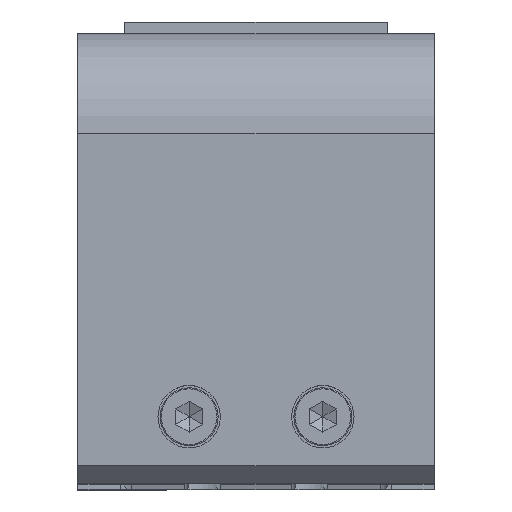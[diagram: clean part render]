
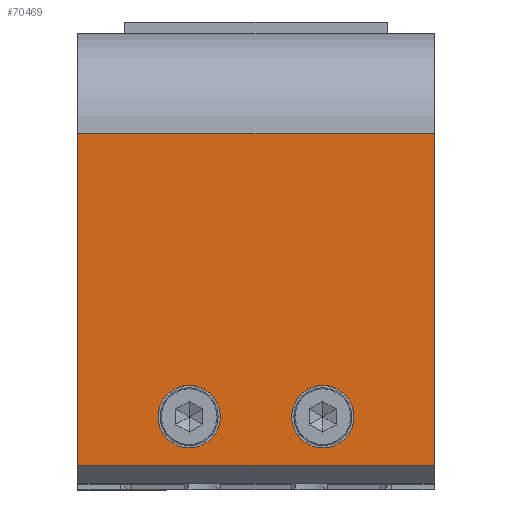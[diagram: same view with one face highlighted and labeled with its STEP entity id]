
A CAD part, top view. The second image highlights one B-rep face of the part: STEP entity #70469.
In plain terms, the highlighted planar face has unit normal (0, 0, 1).
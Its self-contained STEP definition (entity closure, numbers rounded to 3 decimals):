
#1620 = LINE ( 'NONE', #56685, #12089 ) ;
#2572 = CIRCLE ( 'NONE', #125156, 7. ) ;
#2669 = DIRECTION ( 'NONE',  ( 0., 0., 1. ) ) ;
#5710 = ORIENTED_EDGE ( 'NONE', *, *, #79815, .T. ) ;
#5850 = EDGE_CURVE ( 'NONE', #137140, #114764, #15753, .T. ) ;
#8879 = EDGE_CURVE ( 'NONE', #137140, #137753, #94519, .T. ) ;
#11809 = CARTESIAN_POINT ( 'NONE',  ( 160.798, 174.238, 570.351 ) ) ;
#11958 = CARTESIAN_POINT ( 'NONE',  ( 137.798, 174.238, 570.351 ) ) ;
#12089 = VECTOR ( 'NONE', #34196, 1000. ) ;
#15536 = CARTESIAN_POINT ( 'NONE',  ( 185.798, 237.738, 570.351 ) ) ;
#15753 = LINE ( 'NONE', #59216, #48716 ) ;
#15769 = AXIS2_PLACEMENT_3D ( 'NONE', #11809, #132744, #45946 ) ;
#16527 = EDGE_LOOP ( 'NONE', ( #67514, #96566 ) ) ;
#18017 = CARTESIAN_POINT ( 'NONE',  ( 105.798, 163.238, 570.351 ) ) ;
#19062 = VERTEX_POINT ( 'NONE', #11958 ) ;
#21877 = LINE ( 'NONE', #44381, #34103 ) ;
#23450 = ORIENTED_EDGE ( 'NONE', *, *, #8879, .T. ) ;
#27121 = CARTESIAN_POINT ( 'NONE',  ( 160.798, 174.238, 570.351 ) ) ;
#27342 = CARTESIAN_POINT ( 'NONE',  ( 167.798, 174.238, 570.351 ) ) ;
#28035 = FACE_BOUND ( 'NONE', #16527, .T. ) ;
#29617 = CIRCLE ( 'NONE', #15769, 7. ) ;
#34103 = VECTOR ( 'NONE', #121892, 1000. ) ;
#34196 = DIRECTION ( 'NONE',  ( 0., -1., 0. ) ) ;
#35781 = EDGE_LOOP ( 'NONE', ( #124506, #5710, #99065, #23450 ) ) ;
#37470 = PLANE ( 'NONE',  #127345 ) ;
#39904 = EDGE_CURVE ( 'NONE', #19062, #119293, #2572, .T. ) ;
#44381 = CARTESIAN_POINT ( 'NONE',  ( 185.798, 163.238, 570.351 ) ) ;
#45946 = DIRECTION ( 'NONE',  ( 1., 0., 0. ) ) ;
#48716 = VECTOR ( 'NONE', #102689, 1000. ) ;
#48903 = DIRECTION ( 'NONE',  ( -1., 0., 0. ) ) ;
#49295 = EDGE_CURVE ( 'NONE', #119293, #19062, #105449, .T. ) ;
#51859 = VERTEX_POINT ( 'NONE', #27342 ) ;
#54526 = AXIS2_PLACEMENT_3D ( 'NONE', #79397, #2669, #89607 ) ;
#56685 = CARTESIAN_POINT ( 'NONE',  ( 105.798, 159.238, 570.351 ) ) ;
#59202 = DIRECTION ( 'NONE',  ( -1., 0., 0. ) ) ;
#59216 = CARTESIAN_POINT ( 'NONE',  ( 185.798, 159.238, 570.351 ) ) ;
#59717 = DIRECTION ( 'NONE',  ( 0., 0., 1. ) ) ;
#64607 = VERTEX_POINT ( 'NONE', #65741 ) ;
#65741 = CARTESIAN_POINT ( 'NONE',  ( 153.798, 174.238, 570.351 ) ) ;
#67514 = ORIENTED_EDGE ( 'NONE', *, *, #39904, .F. ) ;
#68471 = CARTESIAN_POINT ( 'NONE',  ( 105.798, 237.738, 570.351 ) ) ;
#70469 = ADVANCED_FACE ( 'NONE', ( #28035, #72167, #115007 ), #37470, .F. ) ;
#71979 = DIRECTION ( 'NONE',  ( 1., 0., 0. ) ) ;
#72167 = FACE_BOUND ( 'NONE', #118651, .T. ) ;
#72261 = CARTESIAN_POINT ( 'NONE',  ( 123.798, 174.238, 570.351 ) ) ;
#73718 = DIRECTION ( 'NONE',  ( 1., 0., 0. ) ) ;
#76364 = CARTESIAN_POINT ( 'NONE',  ( 185.798, 163.238, 570.351 ) ) ;
#79397 = CARTESIAN_POINT ( 'NONE',  ( 130.798, 174.238, 570.351 ) ) ;
#79815 = EDGE_CURVE ( 'NONE', #80326, #114764, #21877, .T. ) ;
#80326 = VERTEX_POINT ( 'NONE', #18017 ) ;
#81598 = CARTESIAN_POINT ( 'NONE',  ( 185.798, 159.238, 570.351 ) ) ;
#83898 = EDGE_CURVE ( 'NONE', #137753, #80326, #1620, .T. ) ;
#89607 = DIRECTION ( 'NONE',  ( 1., 0., 0. ) ) ;
#94519 = LINE ( 'NONE', #15536, #112965 ) ;
#96566 = ORIENTED_EDGE ( 'NONE', *, *, #49295, .F. ) ;
#99065 = ORIENTED_EDGE ( 'NONE', *, *, #5850, .F. ) ;
#99554 = EDGE_CURVE ( 'NONE', #51859, #64607, #130799, .T. ) ;
#100621 = EDGE_CURVE ( 'NONE', #64607, #51859, #29617, .T. ) ;
#102689 = DIRECTION ( 'NONE',  ( 0., -1., 0. ) ) ;
#104240 = CARTESIAN_POINT ( 'NONE',  ( 130.798, 174.238, 570.351 ) ) ;
#105315 = ORIENTED_EDGE ( 'NONE', *, *, #99554, .F. ) ;
#105449 = CIRCLE ( 'NONE', #54526, 7. ) ;
#112965 = VECTOR ( 'NONE', #48903, 1000. ) ;
#114109 = CARTESIAN_POINT ( 'NONE',  ( 185.798, 237.738, 570.351 ) ) ;
#114764 = VERTEX_POINT ( 'NONE', #76364 ) ;
#115007 = FACE_OUTER_BOUND ( 'NONE', #35781, .T. ) ;
#118651 = EDGE_LOOP ( 'NONE', ( #105315, #131913 ) ) ;
#119293 = VERTEX_POINT ( 'NONE', #72261 ) ;
#121892 = DIRECTION ( 'NONE',  ( 1., 0., 0. ) ) ;
#123946 = AXIS2_PLACEMENT_3D ( 'NONE', #27121, #59717, #71979 ) ;
#124409 = DIRECTION ( 'NONE',  ( 0., 0., -1. ) ) ;
#124506 = ORIENTED_EDGE ( 'NONE', *, *, #83898, .T. ) ;
#125156 = AXIS2_PLACEMENT_3D ( 'NONE', #104240, #140360, #73718 ) ;
#127345 = AXIS2_PLACEMENT_3D ( 'NONE', #81598, #124409, #59202 ) ;
#130799 = CIRCLE ( 'NONE', #123946, 7. ) ;
#131913 = ORIENTED_EDGE ( 'NONE', *, *, #100621, .F. ) ;
#132744 = DIRECTION ( 'NONE',  ( 0., 0., 1. ) ) ;
#137140 = VERTEX_POINT ( 'NONE', #114109 ) ;
#137753 = VERTEX_POINT ( 'NONE', #68471 ) ;
#140360 = DIRECTION ( 'NONE',  ( 0., 0., 1. ) ) ;
